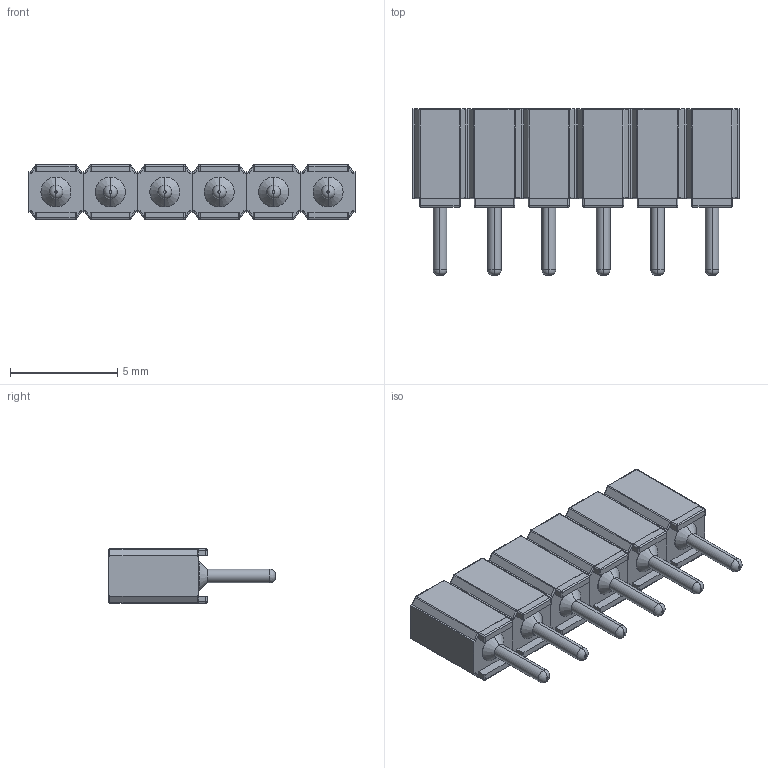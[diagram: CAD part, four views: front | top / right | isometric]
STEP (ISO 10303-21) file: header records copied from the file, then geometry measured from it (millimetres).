
FILE_DESCRIPTION (( 'STEP AP214' ), '1' );
FILE_NAME ('801-xx-006-10-012000.STEP', '2018-08-06T20:35:09', ( '' ), ( '' ), 'SwSTEP 2.0', 'SolidWorks 2014', '' );
FILE_SCHEMA (( 'AUTOMOTIVE_DESIGN' ));
Length unit declared in the file: millimetre
Products named in the file (1): 801-xx-006-10-012000
Bounding box: 15.24 x 7.78 x 2.54 mm (x, y, z)
Volume: 158.1 mm3; surface area: 445.4 mm2
Topology: 18 solids, 24 shells, 576 faces, 1296 edges, 744 vertices
Faces by surface type: cylinder 276, plane 192, sphere 48, cone 36, torus 24
Entity records: 15659 total; most frequent: CARTESIAN_POINT 2857, DIRECTION 2786, ORIENTED_EDGE 2496, EDGE_CURVE 1248, AXIS2_PLACEMENT_3D 1057, VERTEX_POINT 744, VECTOR 672, LINE 672
